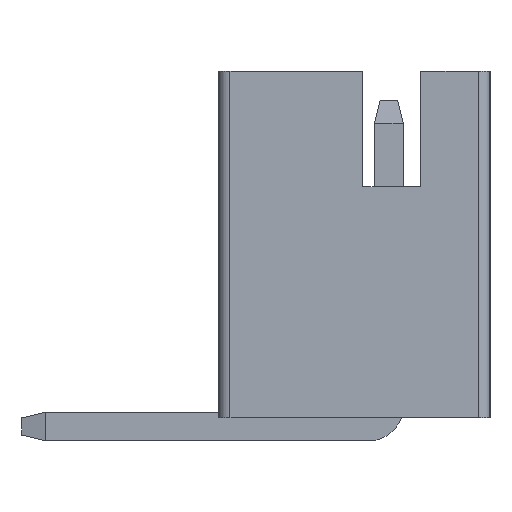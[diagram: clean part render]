
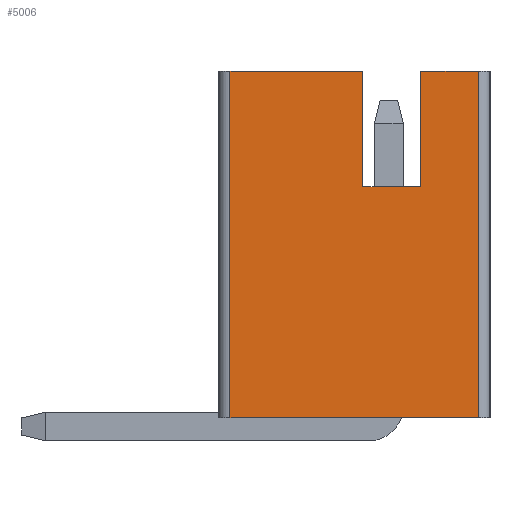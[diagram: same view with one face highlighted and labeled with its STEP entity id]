
A CAD part, left-side view. The second image highlights one B-rep face of the part: STEP entity #5006.
In plain terms, the highlighted planar face has unit normal (-1, 0, 0).
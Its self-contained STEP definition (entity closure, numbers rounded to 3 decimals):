
#3479 = VERTEX_POINT('',#3480);
#3480 = CARTESIAN_POINT('',(-11.,2.15,0.));
#3487 = EDGE_CURVE('',#3479,#3488,#3490,.T.);
#3488 = VERTEX_POINT('',#3489);
#3489 = CARTESIAN_POINT('',(-11.,-2.15,0.));
#3490 = LINE('',#3491,#3492);
#3491 = CARTESIAN_POINT('',(-11.,2.15,0.));
#3492 = VECTOR('',#3493,1.);
#3493 = DIRECTION('',(0.,-1.,0.));
#3543 = EDGE_CURVE('',#3488,#3544,#3546,.T.);
#3544 = VERTEX_POINT('',#3545);
#3545 = CARTESIAN_POINT('',(-11.,-2.15,6.));
#3546 = LINE('',#3547,#3548);
#3547 = CARTESIAN_POINT('',(-11.,-2.15,0.));
#3548 = VECTOR('',#3549,1.);
#3549 = DIRECTION('',(0.,0.,1.));
#3586 = VERTEX_POINT('',#3587);
#3587 = CARTESIAN_POINT('',(-11.,-1.15,6.));
#3595 = EDGE_CURVE('',#3586,#3544,#3596,.T.);
#3596 = LINE('',#3597,#3598);
#3597 = CARTESIAN_POINT('',(-11.,2.15,6.));
#3598 = VECTOR('',#3599,1.);
#3599 = DIRECTION('',(0.,-1.,0.));
#4579 = VERTEX_POINT('',#4580);
#4580 = CARTESIAN_POINT('',(-11.,2.15,6.));
#4587 = EDGE_CURVE('',#4579,#4588,#4590,.T.);
#4588 = VERTEX_POINT('',#4589);
#4589 = CARTESIAN_POINT('',(-11.,-0.15,6.));
#4590 = LINE('',#4591,#4592);
#4591 = CARTESIAN_POINT('',(-11.,2.15,6.));
#4592 = VECTOR('',#4593,1.);
#4593 = DIRECTION('',(0.,-1.,0.));
#4664 = EDGE_CURVE('',#3479,#4579,#4665,.T.);
#4665 = LINE('',#4666,#4667);
#4666 = CARTESIAN_POINT('',(-11.,2.15,0.));
#4667 = VECTOR('',#4668,1.);
#4668 = DIRECTION('',(0.,0.,1.));
#5006 = ADVANCED_FACE('',(#5007),#5036,.F.);
#5007 = FACE_BOUND('',#5008,.F.);
#5008 = EDGE_LOOP('',(#5009,#5010,#5011,#5012,#5020,#5028,#5034,#5035));
#5009 = ORIENTED_EDGE('',*,*,#3487,.F.);
#5010 = ORIENTED_EDGE('',*,*,#4664,.T.);
#5011 = ORIENTED_EDGE('',*,*,#4587,.T.);
#5012 = ORIENTED_EDGE('',*,*,#5013,.T.);
#5013 = EDGE_CURVE('',#4588,#5014,#5016,.T.);
#5014 = VERTEX_POINT('',#5015);
#5015 = CARTESIAN_POINT('',(-11.,-0.15,4.));
#5016 = LINE('',#5017,#5018);
#5017 = CARTESIAN_POINT('',(-11.,-0.15,6.));
#5018 = VECTOR('',#5019,1.);
#5019 = DIRECTION('',(-0.,-0.,-1.));
#5020 = ORIENTED_EDGE('',*,*,#5021,.T.);
#5021 = EDGE_CURVE('',#5014,#5022,#5024,.T.);
#5022 = VERTEX_POINT('',#5023);
#5023 = CARTESIAN_POINT('',(-11.,-1.15,4.));
#5024 = LINE('',#5025,#5026);
#5025 = CARTESIAN_POINT('',(-11.,-0.15,4.));
#5026 = VECTOR('',#5027,1.);
#5027 = DIRECTION('',(0.,-1.,0.));
#5028 = ORIENTED_EDGE('',*,*,#5029,.F.);
#5029 = EDGE_CURVE('',#3586,#5022,#5030,.T.);
#5030 = LINE('',#5031,#5032);
#5031 = CARTESIAN_POINT('',(-11.,-1.15,6.));
#5032 = VECTOR('',#5033,1.);
#5033 = DIRECTION('',(-0.,-0.,-1.));
#5034 = ORIENTED_EDGE('',*,*,#3595,.T.);
#5035 = ORIENTED_EDGE('',*,*,#3543,.F.);
#5036 = PLANE('',#5037);
#5037 = AXIS2_PLACEMENT_3D('',#5038,#5039,#5040);
#5038 = CARTESIAN_POINT('',(-11.,2.15,0.));
#5039 = DIRECTION('',(1.,0.,0.));
#5040 = DIRECTION('',(0.,-1.,0.));
